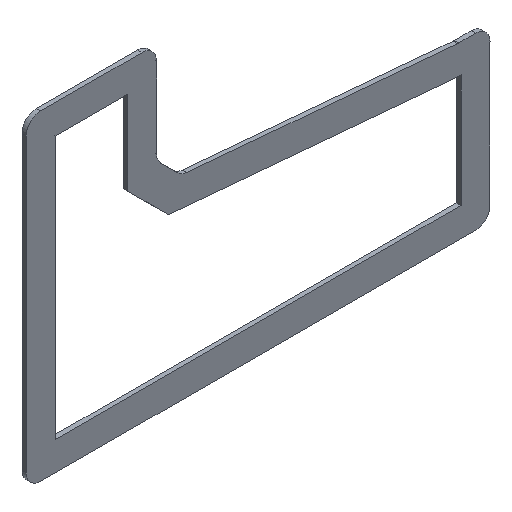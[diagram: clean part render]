
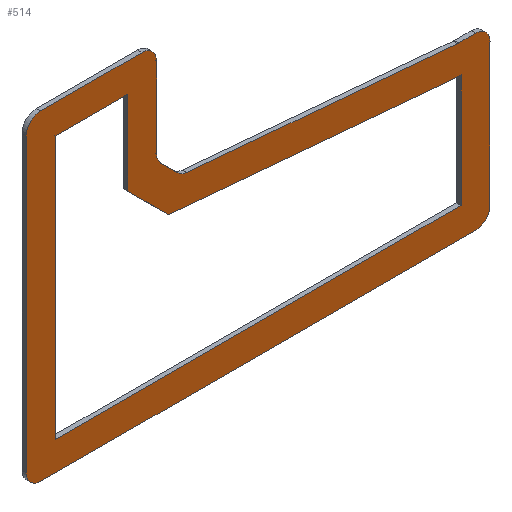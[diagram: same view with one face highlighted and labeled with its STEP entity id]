
A CAD part, isometric view. The second image highlights one B-rep face of the part: STEP entity #514.
In plain terms, the highlighted planar face has unit normal (0, -1, 0).
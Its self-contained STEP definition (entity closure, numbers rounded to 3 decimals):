
#16=FACE_BOUND('',#94,.T.);
#17=CIRCLE('',#539,10.);
#19=CIRCLE('',#543,10.);
#21=CIRCLE('',#547,10.);
#23=CIRCLE('',#551,10.);
#25=CIRCLE('',#555,10.);
#27=CIRCLE('',#559,10.);
#29=CIRCLE('',#563,10.);
#31=CIRCLE('',#567,10.);
#66=FACE_OUTER_BOUND('',#93,.T.);
#93=EDGE_LOOP('',(#447,#448,#449,#450,#451,#452,#453,#454,#455,#456,#457,
#458,#459,#460,#461,#462));
#94=EDGE_LOOP('',(#463,#464,#465,#466,#467,#468,#469,#470));
#95=LINE('',#717,#151);
#99=LINE('',#725,#155);
#102=LINE('',#731,#158);
#105=LINE('',#737,#161);
#108=LINE('',#743,#164);
#111=LINE('',#749,#167);
#114=LINE('',#755,#170);
#117=LINE('',#760,#173);
#119=LINE('',#765,#175);
#124=LINE('',#779,#180);
#128=LINE('',#791,#184);
#132=LINE('',#803,#188);
#136=LINE('',#815,#192);
#140=LINE('',#827,#196);
#144=LINE('',#839,#200);
#148=LINE('',#851,#204);
#151=VECTOR('',#575,10.);
#155=VECTOR('',#581,10.);
#158=VECTOR('',#586,10.);
#161=VECTOR('',#591,10.);
#164=VECTOR('',#596,10.);
#167=VECTOR('',#601,10.);
#170=VECTOR('',#606,10.);
#173=VECTOR('',#611,10.);
#175=VECTOR('',#615,10.);
#180=VECTOR('',#628,10.);
#184=VECTOR('',#640,10.);
#188=VECTOR('',#652,10.);
#192=VECTOR('',#664,10.);
#196=VECTOR('',#676,10.);
#200=VECTOR('',#688,10.);
#204=VECTOR('',#700,10.);
#207=VERTEX_POINT('',#715);
#208=VERTEX_POINT('',#716);
#211=VERTEX_POINT('',#724);
#213=VERTEX_POINT('',#730);
#215=VERTEX_POINT('',#736);
#217=VERTEX_POINT('',#742);
#219=VERTEX_POINT('',#748);
#221=VERTEX_POINT('',#754);
#223=VERTEX_POINT('',#763);
#224=VERTEX_POINT('',#764);
#227=VERTEX_POINT('',#772);
#229=VERTEX_POINT('',#778);
#231=VERTEX_POINT('',#784);
#233=VERTEX_POINT('',#790);
#235=VERTEX_POINT('',#796);
#237=VERTEX_POINT('',#802);
#239=VERTEX_POINT('',#808);
#241=VERTEX_POINT('',#814);
#243=VERTEX_POINT('',#820);
#245=VERTEX_POINT('',#826);
#247=VERTEX_POINT('',#832);
#249=VERTEX_POINT('',#838);
#251=VERTEX_POINT('',#844);
#253=VERTEX_POINT('',#850);
#255=EDGE_CURVE('',#207,#208,#95,.T.);
#259=EDGE_CURVE('',#211,#207,#99,.T.);
#262=EDGE_CURVE('',#213,#211,#102,.T.);
#265=EDGE_CURVE('',#215,#213,#105,.T.);
#268=EDGE_CURVE('',#217,#215,#108,.T.);
#271=EDGE_CURVE('',#219,#217,#111,.T.);
#274=EDGE_CURVE('',#221,#219,#114,.T.);
#277=EDGE_CURVE('',#208,#221,#117,.T.);
#279=EDGE_CURVE('',#223,#224,#119,.T.);
#283=EDGE_CURVE('',#227,#224,#17,.T.);
#286=EDGE_CURVE('',#227,#229,#124,.T.);
#289=EDGE_CURVE('',#229,#231,#19,.T.);
#292=EDGE_CURVE('',#231,#233,#128,.T.);
#295=EDGE_CURVE('',#233,#235,#21,.T.);
#298=EDGE_CURVE('',#237,#235,#132,.T.);
#301=EDGE_CURVE('',#237,#239,#23,.T.);
#304=EDGE_CURVE('',#241,#239,#136,.T.);
#307=EDGE_CURVE('',#243,#241,#25,.T.);
#310=EDGE_CURVE('',#243,#245,#140,.T.);
#313=EDGE_CURVE('',#247,#245,#27,.T.);
#316=EDGE_CURVE('',#247,#249,#144,.T.);
#319=EDGE_CURVE('',#251,#249,#29,.T.);
#322=EDGE_CURVE('',#251,#253,#148,.T.);
#325=EDGE_CURVE('',#223,#253,#31,.T.);
#447=ORIENTED_EDGE('',*,*,#325,.F.);
#448=ORIENTED_EDGE('',*,*,#279,.T.);
#449=ORIENTED_EDGE('',*,*,#283,.F.);
#450=ORIENTED_EDGE('',*,*,#286,.T.);
#451=ORIENTED_EDGE('',*,*,#289,.T.);
#452=ORIENTED_EDGE('',*,*,#292,.T.);
#453=ORIENTED_EDGE('',*,*,#295,.T.);
#454=ORIENTED_EDGE('',*,*,#298,.F.);
#455=ORIENTED_EDGE('',*,*,#301,.T.);
#456=ORIENTED_EDGE('',*,*,#304,.F.);
#457=ORIENTED_EDGE('',*,*,#307,.F.);
#458=ORIENTED_EDGE('',*,*,#310,.T.);
#459=ORIENTED_EDGE('',*,*,#313,.F.);
#460=ORIENTED_EDGE('',*,*,#316,.T.);
#461=ORIENTED_EDGE('',*,*,#319,.F.);
#462=ORIENTED_EDGE('',*,*,#322,.T.);
#463=ORIENTED_EDGE('',*,*,#277,.F.);
#464=ORIENTED_EDGE('',*,*,#255,.F.);
#465=ORIENTED_EDGE('',*,*,#259,.F.);
#466=ORIENTED_EDGE('',*,*,#262,.F.);
#467=ORIENTED_EDGE('',*,*,#265,.F.);
#468=ORIENTED_EDGE('',*,*,#268,.F.);
#469=ORIENTED_EDGE('',*,*,#271,.F.);
#470=ORIENTED_EDGE('',*,*,#274,.F.);
#488=PLANE('',#570);
#514=ADVANCED_FACE('',(#66,#16),#488,.F.);
#539=AXIS2_PLACEMENT_3D('',#773,#621,#622);
#543=AXIS2_PLACEMENT_3D('',#785,#633,#634);
#547=AXIS2_PLACEMENT_3D('',#797,#645,#646);
#551=AXIS2_PLACEMENT_3D('',#809,#657,#658);
#555=AXIS2_PLACEMENT_3D('',#821,#669,#670);
#559=AXIS2_PLACEMENT_3D('',#833,#681,#682);
#563=AXIS2_PLACEMENT_3D('',#845,#693,#694);
#567=AXIS2_PLACEMENT_3D('',#856,#705,#706);
#570=AXIS2_PLACEMENT_3D('',#859,#711,#712);
#575=DIRECTION('',(0.,0.,1.));
#581=DIRECTION('',(1.,0.,0.));
#586=DIRECTION('',(0.,0.,-1.));
#591=DIRECTION('',(-1.,0.,0.));
#596=DIRECTION('',(0.,0.,1.));
#601=DIRECTION('',(-0.707,0.,0.707));
#606=DIRECTION('',(-0.996,0.,0.087));
#611=DIRECTION('',(-1.,0.,0.));
#615=DIRECTION('',(0.,0.,1.));
#621=DIRECTION('center_axis',(0.,1.,0.));
#622=DIRECTION('ref_axis',(0.,0.,1.));
#628=DIRECTION('',(-1.,0.,0.));
#633=DIRECTION('center_axis',(0.,1.,0.));
#634=DIRECTION('ref_axis',(0.,0.,-1.));
#640=DIRECTION('',(-0.996,0.,0.087));
#645=DIRECTION('center_axis',(0.,1.,0.));
#646=DIRECTION('ref_axis',(-0.087,0.,-0.996));
#652=DIRECTION('',(0.707,0.,-0.707));
#657=DIRECTION('center_axis',(0.,1.,0.));
#658=DIRECTION('ref_axis',(-0.707,0.,-0.707));
#664=DIRECTION('',(0.,0.,-1.));
#669=DIRECTION('center_axis',(0.,1.,0.));
#670=DIRECTION('ref_axis',(0.,0.,1.));
#676=DIRECTION('',(-1.,0.,0.));
#681=DIRECTION('center_axis',(0.,1.,0.));
#682=DIRECTION('ref_axis',(-1.,0.,0.));
#688=DIRECTION('',(0.,0.,-1.));
#693=DIRECTION('center_axis',(0.,1.,0.));
#694=DIRECTION('ref_axis',(0.,0.,-1.));
#700=DIRECTION('',(1.,0.,0.));
#705=DIRECTION('center_axis',(0.,1.,0.));
#706=DIRECTION('ref_axis',(1.,0.,0.));
#711=DIRECTION('center_axis',(0.,1.,0.));
#712=DIRECTION('ref_axis',(1.,0.,0.));
#715=CARTESIAN_POINT('',(99.952,0.,-84.551));
#716=CARTESIAN_POINT('',(99.952,0.,-6.551));
#717=CARTESIAN_POINT('',(99.952,0.,-6.551));
#724=CARTESIAN_POINT('',(-180.571,0.,-84.551));
#725=CARTESIAN_POINT('',(-180.571,0.,-84.551));
#730=CARTESIAN_POINT('',(-180.571,0.,97.165));
#731=CARTESIAN_POINT('',(-180.571,0.,94.165));
#736=CARTESIAN_POINT('',(-130.571,0.,97.165));
#737=CARTESIAN_POINT('',(-130.571,0.,97.165));
#742=CARTESIAN_POINT('',(-130.571,0.,39.165));
#743=CARTESIAN_POINT('',(-130.571,0.,97.165));
#748=CARTESIAN_POINT('',(-102.287,0.,10.88));
#749=CARTESIAN_POINT('',(-130.571,0.,39.165));
#754=CARTESIAN_POINT('',(96.952,0.,-6.551));
#755=CARTESIAN_POINT('',(96.952,0.,-6.551));
#760=CARTESIAN_POINT('',(99.952,0.,-6.551));
#763=CARTESIAN_POINT('',(119.952,0.,-94.551));
#764=CARTESIAN_POINT('',(119.952,0.,3.449));
#765=CARTESIAN_POINT('',(119.952,0.,-81.551));
#772=CARTESIAN_POINT('',(109.952,0.,13.449));
#773=CARTESIAN_POINT('Origin',(109.952,0.,3.449));
#778=CARTESIAN_POINT('',(98.262,0.,13.449));
#779=CARTESIAN_POINT('',(109.952,0.,13.449));
#784=CARTESIAN_POINT('',(97.39,0.,13.487));
#785=CARTESIAN_POINT('Origin',(98.262,0.,23.449));
#790=CARTESIAN_POINT('',(-89.666,0.,29.853));
#791=CARTESIAN_POINT('',(97.39,0.,13.487));
#796=CARTESIAN_POINT('',(-95.866,0.,32.744));
#797=CARTESIAN_POINT('Origin',(-88.795,0.,39.815));
#802=CARTESIAN_POINT('',(-107.642,0.,44.52));
#803=CARTESIAN_POINT('',(-107.642,0.,44.52));
#808=CARTESIAN_POINT('',(-110.571,0.,51.591));
#809=CARTESIAN_POINT('Origin',(-100.571,0.,51.591));
#814=CARTESIAN_POINT('',(-110.571,0.,107.165));
#815=CARTESIAN_POINT('',(-110.571,0.,107.165));
#820=CARTESIAN_POINT('',(-120.571,0.,117.165));
#821=CARTESIAN_POINT('Origin',(-120.571,0.,107.165));
#826=CARTESIAN_POINT('',(-190.571,0.,117.165));
#827=CARTESIAN_POINT('',(-120.571,0.,117.165));
#832=CARTESIAN_POINT('',(-200.571,0.,107.165));
#833=CARTESIAN_POINT('Origin',(-190.571,0.,107.165));
#838=CARTESIAN_POINT('',(-200.571,0.,-94.551));
#839=CARTESIAN_POINT('',(-200.571,0.,94.165));
#844=CARTESIAN_POINT('',(-190.571,0.,-104.551));
#845=CARTESIAN_POINT('Origin',(-190.571,0.,-94.551));
#850=CARTESIAN_POINT('',(109.952,0.,-104.551));
#851=CARTESIAN_POINT('',(-190.571,0.,-104.551));
#856=CARTESIAN_POINT('Origin',(109.952,0.,-94.551));
#859=CARTESIAN_POINT('Origin',(-40.31,0.,6.307));
